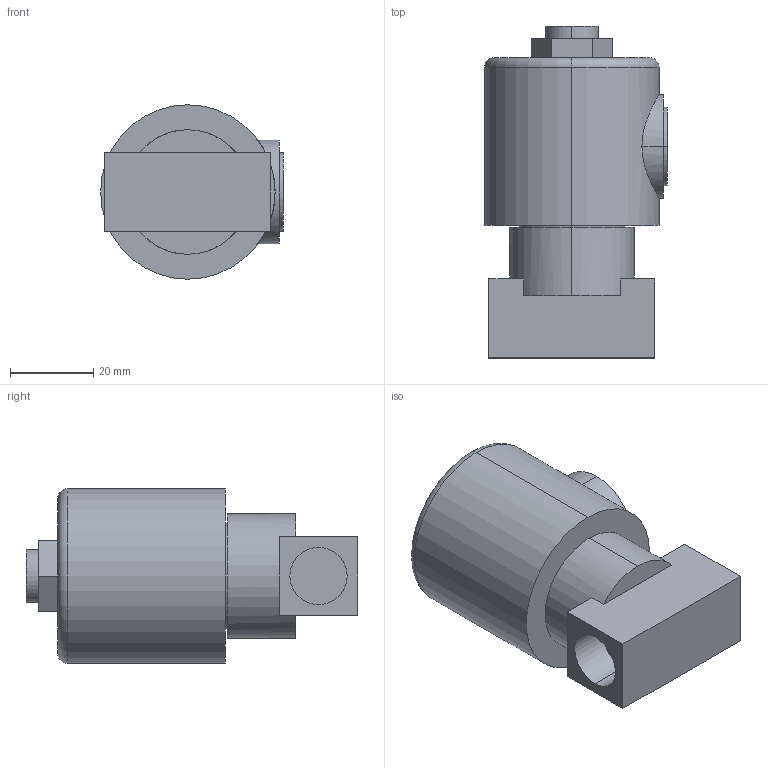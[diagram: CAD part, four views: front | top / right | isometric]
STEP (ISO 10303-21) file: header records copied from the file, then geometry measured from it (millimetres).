
FILE_DESCRIPTION (( 'STEP AP214' ), '1' );
FILE_NAME ('YS301B-9B.STEP', '2025-10-23T06:09:15', ( '' ), ( '' ), 'SwSTEP 2.0', 'SolidWorks 2024', '' );
FILE_SCHEMA (( 'AUTOMOTIVE_DESIGN' ));
Length unit declared in the file: millimetre
Products named in the file (3): YS301B-9B; AS301B; ZS301-9_9B
Assembly tree (2 placements, depth 2):
  YS301B-9B
    ZS301-9_9B
    AS301B
Bounding box: 44 x 79.93 x 42 mm (x, y, z)
Volume: 79936.8 mm3; surface area: 16043.2 mm2
Topology: 2 solids, 2 shells, 49 faces, 106 edges, 70 vertices
Faces by surface type: plane 27, cylinder 20, torus 2
Entity records: 1532 total; most frequent: CARTESIAN_POINT 328, DIRECTION 258, ORIENTED_EDGE 212, EDGE_CURVE 106, AXIS2_PLACEMENT_3D 100, VERTEX_POINT 70, EDGE_LOOP 58, LINE 58
